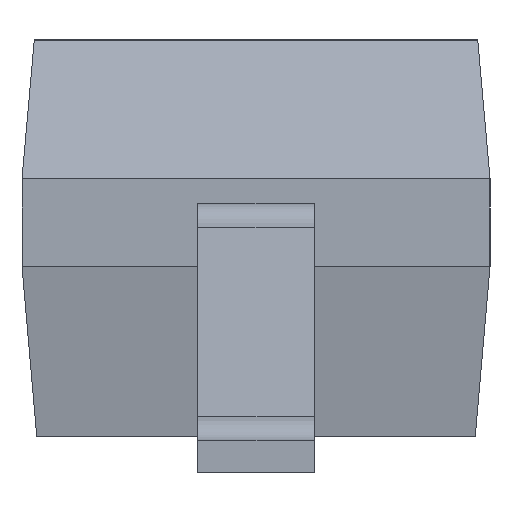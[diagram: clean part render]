
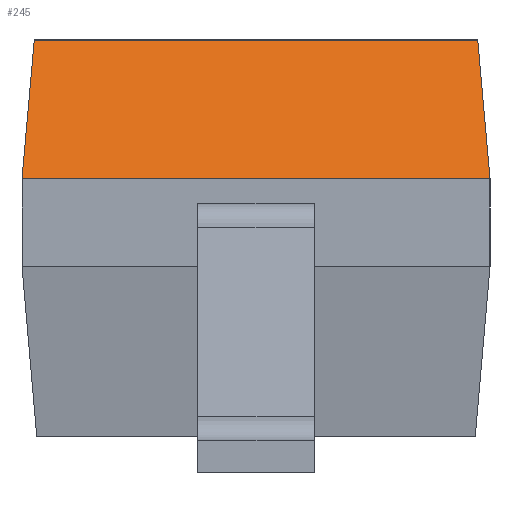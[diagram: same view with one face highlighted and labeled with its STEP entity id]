
A CAD part, left-side view. The second image highlights one B-rep face of the part: STEP entity #245.
In plain terms, the highlighted planar face has unit normal (-0.921, 0, 0.389).
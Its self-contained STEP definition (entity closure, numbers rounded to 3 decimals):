
#245=ADVANCED_FACE($,(#251),#246,.F.);
#246=PLANE($,#247);
#247=AXIS2_PLACEMENT_3D($,#248,#249,#250);
#248=CARTESIAN_POINT('Origin',(-0.800,0.650,0.815));
#249=DIRECTION('center_axis',(0.921,0.000,-0.389));
#250=DIRECTION('ref_axis',(0.000,0.000,1.000));
#251=FACE_OUTER_BOUND($,#252,.T.);
#252=EDGE_LOOP($,(#253,#263,#273,#283));
#253=ORIENTED_EDGE($,*,*,#254,.F.);
#254=EDGE_CURVE($,#255,#257,#259,.T.);
#255=VERTEX_POINT($,#256);
#256=CARTESIAN_POINT('',(-0.800,-0.650,0.815));
#257=VERTEX_POINT($,#258);
#258=CARTESIAN_POINT('',(-0.800,0.650,0.815));
#259=LINE($,#260,#261);
#260=CARTESIAN_POINT($,(-0.800,-0.650,0.815));
#261=VECTOR($,#262,1.3);
#262=DIRECTION($,(0.000,1.000,0.000));
#263=ORIENTED_EDGE($,*,*,#264,.F.);
#264=EDGE_CURVE($,#265,#267,#269,.T.);
#265=VERTEX_POINT($,#266);
#266=CARTESIAN_POINT('',(-0.637,-0.616,1.200));
#267=VERTEX_POINT($,#256);
#269=LINE($,#270,#271);
#270=CARTESIAN_POINT($,(-0.637,-0.616,1.200));
#271=VECTOR($,#272,0.419);
#272=DIRECTION($,(-0.388,-0.080,-0.918));
#273=ORIENTED_EDGE($,*,*,#274,.F.);
#274=EDGE_CURVE($,#275,#277,#279,.T.);
#275=VERTEX_POINT($,#276);
#276=CARTESIAN_POINT('',(-0.637,0.616,1.200));
#277=VERTEX_POINT($,#266);
#279=LINE($,#280,#281);
#280=CARTESIAN_POINT($,(-0.637,0.616,1.200));
#281=VECTOR($,#282,1.233);
#282=DIRECTION($,(0.000,-1.000,0.000));
#283=ORIENTED_EDGE($,*,*,#284,.F.);
#284=EDGE_CURVE($,#285,#287,#289,.T.);
#285=VERTEX_POINT($,#258);
#287=VERTEX_POINT($,#276);
#289=LINE($,#290,#291);
#290=CARTESIAN_POINT($,(-0.800,0.650,0.815));
#291=VECTOR($,#292,0.419);
#292=DIRECTION($,(0.388,-0.080,0.918));
